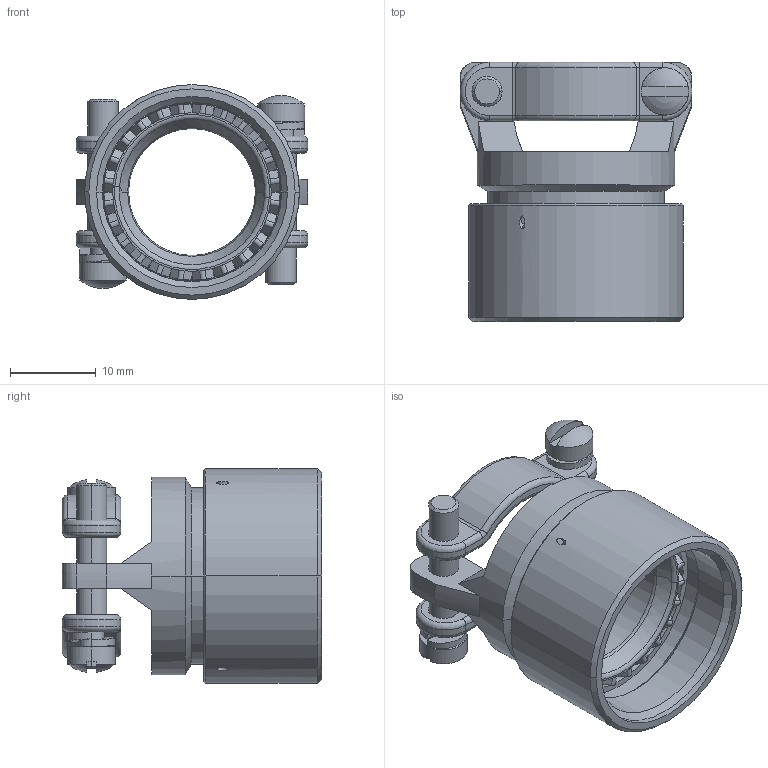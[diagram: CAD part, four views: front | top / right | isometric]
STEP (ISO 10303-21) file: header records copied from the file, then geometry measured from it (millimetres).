
FILE_DESCRIPTION((''),'2;1');
FILE_NAME('BK511452-01M_NEW','2015-07-01T',('aneville'),('SOURIAU INDIA'),'PRO/ENGINEER BY PARAMETRIC TECHNOLOGY CORPORATION, 2010140','PRO/ENGINEER BY PARAMETRIC TECHNOLOGY CORPORATION, 2010140','');
FILE_SCHEMA(('CONFIG_CONTROL_DESIGN'));
Length unit declared in the file: millimetre
Products named in the file (1): BK511452-01M_NEW
Bounding box: 26.95 x 30.15 x 24.99 mm (x, y, z)
Volume: 5613.1 mm3; surface area: 5358 mm2
Topology: 3 solids, 3 shells, 384 faces, 1190 edges, 1078 vertices
Faces by surface type: cylinder 189, plane 121, torus 40, cone 22, bspline 8, sphere 4
Entity records: 14830 total; most frequent: CARTESIAN_POINT 5327, ORIENTED_EDGE 1890, DIRECTION 1721, EDGE_CURVE 945, AXIS2_PLACEMENT_3D 681, VERTEX_POINT 588, B_SPLINE_CURVE_WITH_KNOTS 533, EDGE_LOOP 411
